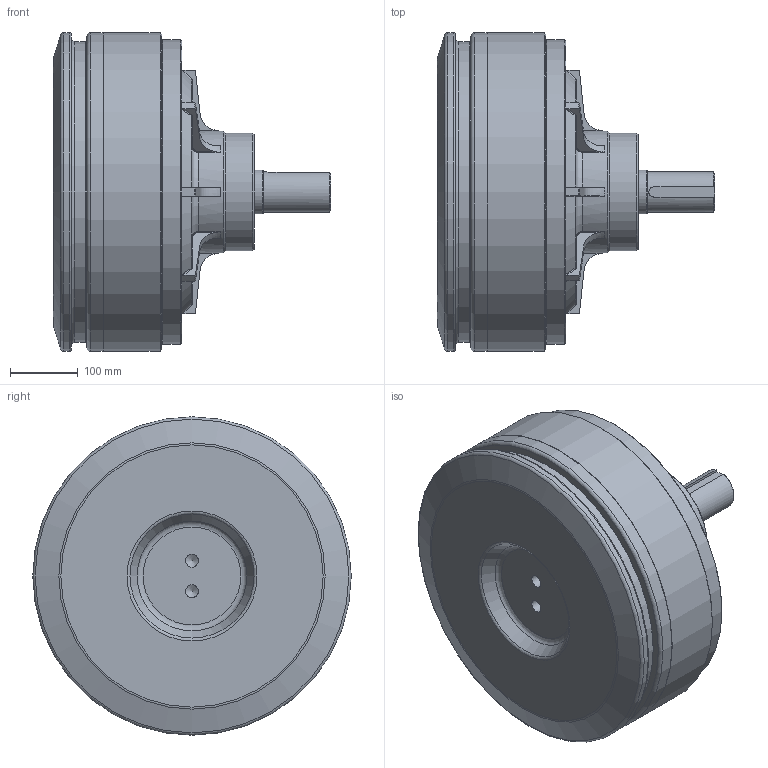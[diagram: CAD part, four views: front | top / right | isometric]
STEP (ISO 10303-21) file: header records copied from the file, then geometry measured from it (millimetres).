
FILE_DESCRIPTION(('STEP AP214'),'1');
FILE_NAME('PRB-65W3.stp','2016-02-26T06:37:47',(' '),(' '),'Spatial InterOp 3D',' ',' ');
FILE_SCHEMA(('automotive_design'));
Length unit declared in the file: millimetre
Products named in the file (1): 1
Bounding box: 410 x 470 x 470 mm (x, y, z)
Volume: 35187179.9 mm3; surface area: 792860.9 mm2
Topology: 1 solids, 1 shells, 229 faces, 556 edges, 339 vertices
Faces by surface type: cylinder 88, torus 48, plane 39, cone 30, bspline 24
Full cylindrical faces by diameter (mm): 10.2 x8, 12 x1, 19 x2, 60 x1, 64.9 x1, 174 x1, 180 x1, 430 x2, 444 x1, 450 x1, 470 x3
Entity records: 10012 total; most frequent: CARTESIAN_POINT 2994, DIRECTION 1190, ORIENTED_EDGE 970, AXIS2_PLACEMENT_3D 517, EDGE_CURVE 485, VERTEX_POINT 329, CIRCLE 295, EDGE_LOOP 290
